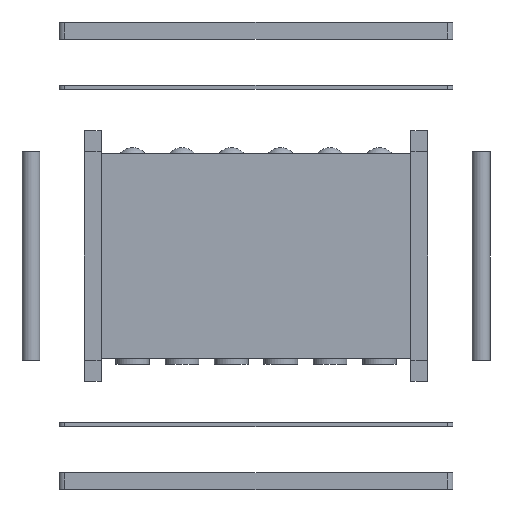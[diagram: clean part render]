
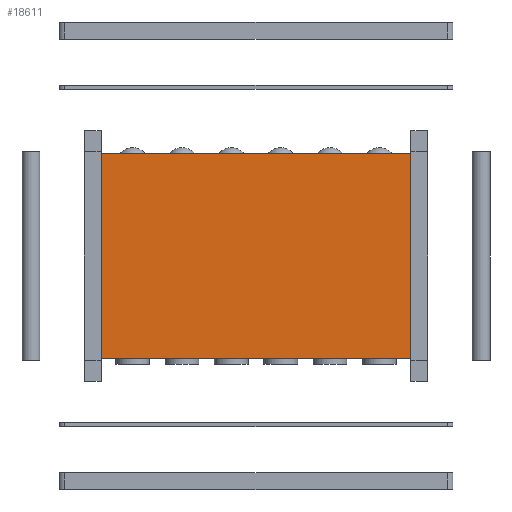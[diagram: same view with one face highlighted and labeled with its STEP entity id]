
A CAD part, front view. The second image highlights one B-rep face of the part: STEP entity #18611.
In plain terms, the highlighted face is planar.
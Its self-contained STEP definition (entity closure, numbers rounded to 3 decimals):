
#18297 = VERTEX_POINT('',#18298);
#18298 = CARTESIAN_POINT('',(-55.,36.5,10.));
#18305 = PLANE('',#18306);
#18306 = AXIS2_PLACEMENT_3D('',#18307,#18308,#18309);
#18307 = CARTESIAN_POINT('',(-55.,36.5,0.));
#18308 = DIRECTION('',(0.,1.,0.));
#18309 = DIRECTION('',(1.,0.,0.));
#18317 = PLANE('',#18318);
#18318 = AXIS2_PLACEMENT_3D('',#18319,#18320,#18321);
#18319 = CARTESIAN_POINT('',(-55.,-36.5,0.));
#18320 = DIRECTION('',(-1.,0.,0.));
#18321 = DIRECTION('',(0.,1.,0.));
#18329 = EDGE_CURVE('',#18297,#18330,#18332,.T.);
#18330 = VERTEX_POINT('',#18331);
#18331 = CARTESIAN_POINT('',(55.,36.5,10.));
#18332 = SURFACE_CURVE('',#18333,(#18337,#18344),.PCURVE_S1.);
#18333 = LINE('',#18334,#18335);
#18334 = CARTESIAN_POINT('',(-55.,36.5,10.));
#18335 = VECTOR('',#18336,1.);
#18336 = DIRECTION('',(1.,0.,0.));
#18337 = PCURVE('',#18305,#18338);
#18338 = DEFINITIONAL_REPRESENTATION('',(#18339),#18343);
#18339 = LINE('',#18340,#18341);
#18340 = CARTESIAN_POINT('',(0.,-10.));
#18341 = VECTOR('',#18342,1.);
#18342 = DIRECTION('',(1.,0.));
#18343 = ( GEOMETRIC_REPRESENTATION_CONTEXT(2) 
PARAMETRIC_REPRESENTATION_CONTEXT() REPRESENTATION_CONTEXT('2D SPACE',''
  ) );
#18344 = PCURVE('',#18345,#18350);
#18345 = PLANE('',#18346);
#18346 = AXIS2_PLACEMENT_3D('',#18347,#18348,#18349);
#18347 = CARTESIAN_POINT('',(-55.,36.5,10.));
#18348 = DIRECTION('',(0.,0.,1.));
#18349 = DIRECTION('',(1.,0.,-0.));
#18350 = DEFINITIONAL_REPRESENTATION('',(#18351),#18355);
#18351 = LINE('',#18352,#18353);
#18352 = CARTESIAN_POINT('',(0.,0.));
#18353 = VECTOR('',#18354,1.);
#18354 = DIRECTION('',(1.,0.));
#18355 = ( GEOMETRIC_REPRESENTATION_CONTEXT(2) 
PARAMETRIC_REPRESENTATION_CONTEXT() REPRESENTATION_CONTEXT('2D SPACE',''
  ) );
#18373 = PLANE('',#18374);
#18374 = AXIS2_PLACEMENT_3D('',#18375,#18376,#18377);
#18375 = CARTESIAN_POINT('',(55.,36.5,0.));
#18376 = DIRECTION('',(1.,0.,0.));
#18377 = DIRECTION('',(0.,-1.,0.));
#18415 = EDGE_CURVE('',#18330,#18416,#18418,.T.);
#18416 = VERTEX_POINT('',#18417);
#18417 = CARTESIAN_POINT('',(55.,-36.5,10.));
#18418 = SURFACE_CURVE('',#18419,(#18423,#18430),.PCURVE_S1.);
#18419 = LINE('',#18420,#18421);
#18420 = CARTESIAN_POINT('',(55.,36.5,10.));
#18421 = VECTOR('',#18422,1.);
#18422 = DIRECTION('',(0.,-1.,0.));
#18423 = PCURVE('',#18373,#18424);
#18424 = DEFINITIONAL_REPRESENTATION('',(#18425),#18429);
#18425 = LINE('',#18426,#18427);
#18426 = CARTESIAN_POINT('',(0.,-10.));
#18427 = VECTOR('',#18428,1.);
#18428 = DIRECTION('',(1.,0.));
#18429 = ( GEOMETRIC_REPRESENTATION_CONTEXT(2) 
PARAMETRIC_REPRESENTATION_CONTEXT() REPRESENTATION_CONTEXT('2D SPACE',''
  ) );
#18430 = PCURVE('',#18345,#18431);
#18431 = DEFINITIONAL_REPRESENTATION('',(#18432),#18436);
#18432 = LINE('',#18433,#18434);
#18433 = CARTESIAN_POINT('',(110.,0.));
#18434 = VECTOR('',#18435,1.);
#18435 = DIRECTION('',(0.,-1.));
#18436 = ( GEOMETRIC_REPRESENTATION_CONTEXT(2) 
PARAMETRIC_REPRESENTATION_CONTEXT() REPRESENTATION_CONTEXT('2D SPACE',''
  ) );
#18454 = PLANE('',#18455);
#18455 = AXIS2_PLACEMENT_3D('',#18456,#18457,#18458);
#18456 = CARTESIAN_POINT('',(55.,-36.5,0.));
#18457 = DIRECTION('',(0.,-1.,0.));
#18458 = DIRECTION('',(-1.,0.,0.));
#18491 = EDGE_CURVE('',#18416,#18492,#18494,.T.);
#18492 = VERTEX_POINT('',#18493);
#18493 = CARTESIAN_POINT('',(-55.,-36.5,10.));
#18494 = SURFACE_CURVE('',#18495,(#18499,#18506),.PCURVE_S1.);
#18495 = LINE('',#18496,#18497);
#18496 = CARTESIAN_POINT('',(55.,-36.5,10.));
#18497 = VECTOR('',#18498,1.);
#18498 = DIRECTION('',(-1.,0.,0.));
#18499 = PCURVE('',#18454,#18500);
#18500 = DEFINITIONAL_REPRESENTATION('',(#18501),#18505);
#18501 = LINE('',#18502,#18503);
#18502 = CARTESIAN_POINT('',(0.,-10.));
#18503 = VECTOR('',#18504,1.);
#18504 = DIRECTION('',(1.,0.));
#18505 = ( GEOMETRIC_REPRESENTATION_CONTEXT(2) 
PARAMETRIC_REPRESENTATION_CONTEXT() REPRESENTATION_CONTEXT('2D SPACE',''
  ) );
#18506 = PCURVE('',#18345,#18507);
#18507 = DEFINITIONAL_REPRESENTATION('',(#18508),#18512);
#18508 = LINE('',#18509,#18510);
#18509 = CARTESIAN_POINT('',(110.,-73.));
#18510 = VECTOR('',#18511,1.);
#18511 = DIRECTION('',(-1.,0.));
#18512 = ( GEOMETRIC_REPRESENTATION_CONTEXT(2) 
PARAMETRIC_REPRESENTATION_CONTEXT() REPRESENTATION_CONTEXT('2D SPACE',''
  ) );
#18562 = EDGE_CURVE('',#18492,#18297,#18563,.T.);
#18563 = SURFACE_CURVE('',#18564,(#18568,#18575),.PCURVE_S1.);
#18564 = LINE('',#18565,#18566);
#18565 = CARTESIAN_POINT('',(-55.,-36.5,10.));
#18566 = VECTOR('',#18567,1.);
#18567 = DIRECTION('',(0.,1.,0.));
#18568 = PCURVE('',#18317,#18569);
#18569 = DEFINITIONAL_REPRESENTATION('',(#18570),#18574);
#18570 = LINE('',#18571,#18572);
#18571 = CARTESIAN_POINT('',(0.,-10.));
#18572 = VECTOR('',#18573,1.);
#18573 = DIRECTION('',(1.,0.));
#18574 = ( GEOMETRIC_REPRESENTATION_CONTEXT(2) 
PARAMETRIC_REPRESENTATION_CONTEXT() REPRESENTATION_CONTEXT('2D SPACE',''
  ) );
#18575 = PCURVE('',#18345,#18576);
#18576 = DEFINITIONAL_REPRESENTATION('',(#18577),#18581);
#18577 = LINE('',#18578,#18579);
#18578 = CARTESIAN_POINT('',(0.,-73.));
#18579 = VECTOR('',#18580,1.);
#18580 = DIRECTION('',(0.,1.));
#18581 = ( GEOMETRIC_REPRESENTATION_CONTEXT(2) 
PARAMETRIC_REPRESENTATION_CONTEXT() REPRESENTATION_CONTEXT('2D SPACE',''
  ) );
#18611 = ADVANCED_FACE('',(#18612),#18345,.T.);
#18612 = FACE_BOUND('',#18613,.F.);
#18613 = EDGE_LOOP('',(#18614,#18615,#18616,#18617));
#18614 = ORIENTED_EDGE('',*,*,#18329,.T.);
#18615 = ORIENTED_EDGE('',*,*,#18415,.T.);
#18616 = ORIENTED_EDGE('',*,*,#18491,.T.);
#18617 = ORIENTED_EDGE('',*,*,#18562,.T.);
